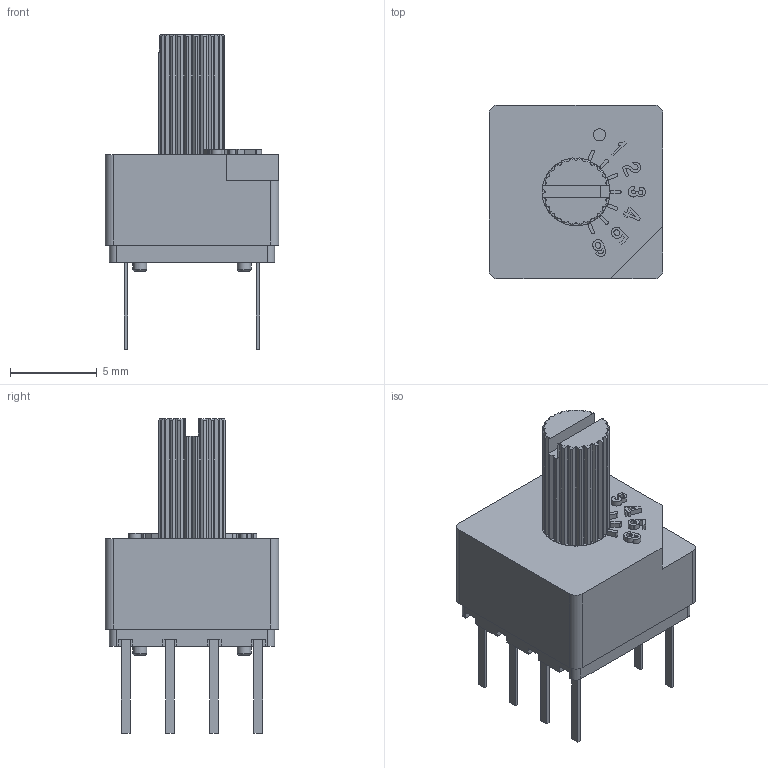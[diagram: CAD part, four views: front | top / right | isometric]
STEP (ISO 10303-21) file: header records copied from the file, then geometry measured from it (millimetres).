
FILE_DESCRIPTION( ( 'STEP AP214' ), '1' );
FILE_NAME( 'SS-10-16NP-LE.stp', '2019-05-27T14:56:20', ( '' ), ( '' ), ' ', 'PARTsolutions', ' ' );
FILE_SCHEMA( ( 'AUTOMOTIVE_DESIGN { 1 0 10303 214 1 1 1 1 }' ) );
Length unit declared in the file: millimetre
Products named in the file (3): SS-10-16NP-LE; _SS-10-6-w-body; _SS-10_6wkw-knob
Assembly tree (2 placements, depth 2):
  SS-10-16NP-LE
    _SS-10-6-w-body
    _SS-10_6wkw-knob
Bounding box: 10 x 10 x 18.1 mm (x, y, z)
Volume: 680.1 mm3; surface area: 703.3 mm2
Topology: 2 solids, 2 shells, 349 faces, 942 edges, 628 vertices
Faces by surface type: plane 249, cylinder 72, cone 24, torus 4
Full cylindrical faces by diameter (mm): 0.7 x1, 0.8 x4, 3.9 x2
Entity records: 13725 total; most frequent: CARTESIAN_POINT 2045, ORIENTED_EDGE 1852, DIRECTION 1797, EDGE_CURVE 926, LINE 663, VECTOR 663, VERTEX_POINT 623, AXIS2_PLACEMENT_3D 567
